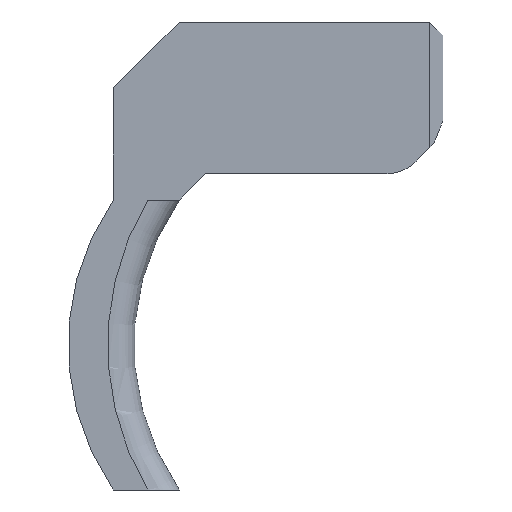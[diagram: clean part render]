
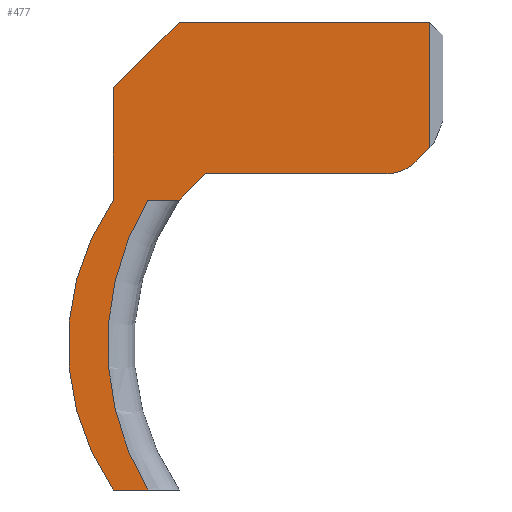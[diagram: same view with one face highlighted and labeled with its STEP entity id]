
A CAD part, left-side view. The second image highlights one B-rep face of the part: STEP entity #477.
In plain terms, the highlighted planar face has unit normal (-1, 0, 0).
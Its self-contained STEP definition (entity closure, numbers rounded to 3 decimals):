
#28=CIRCLE('',#519,19.367);
#29=CIRCLE('',#520,21.367);
#30=CIRCLE('',#521,3.);
#46=FACE_OUTER_BOUND('',#73,.T.);
#73=EDGE_LOOP('',(#333,#334,#335,#336,#337,#338,#339,#340,#341,#342,#343,
#344));
#100=LINE('',#698,#151);
#112=LINE('',#721,#163);
#113=LINE('',#723,#164);
#114=LINE('',#725,#165);
#115=LINE('',#729,#166);
#116=LINE('',#733,#167);
#117=LINE('',#735,#168);
#118=LINE('',#737,#169);
#119=LINE('',#740,#170);
#151=VECTOR('',#561,10.);
#163=VECTOR('',#581,10.);
#164=VECTOR('',#582,10.);
#165=VECTOR('',#583,10.);
#166=VECTOR('',#586,10.);
#167=VECTOR('',#589,10.);
#168=VECTOR('',#590,10.);
#169=VECTOR('',#591,10.);
#170=VECTOR('',#594,10.);
#202=VERTEX_POINT('',#695);
#203=VERTEX_POINT('',#697);
#210=VERTEX_POINT('',#720);
#211=VERTEX_POINT('',#722);
#212=VERTEX_POINT('',#724);
#213=VERTEX_POINT('',#726);
#214=VERTEX_POINT('',#728);
#215=VERTEX_POINT('',#730);
#216=VERTEX_POINT('',#732);
#217=VERTEX_POINT('',#734);
#218=VERTEX_POINT('',#736);
#219=VERTEX_POINT('',#738);
#248=EDGE_CURVE('',#202,#203,#100,.T.);
#260=EDGE_CURVE('',#202,#210,#112,.T.);
#261=EDGE_CURVE('',#211,#210,#113,.T.);
#262=EDGE_CURVE('',#211,#212,#114,.T.);
#263=EDGE_CURVE('',#213,#212,#28,.T.);
#264=EDGE_CURVE('',#214,#213,#115,.T.);
#265=EDGE_CURVE('',#215,#214,#29,.T.);
#266=EDGE_CURVE('',#215,#216,#116,.T.);
#267=EDGE_CURVE('',#217,#216,#117,.T.);
#268=EDGE_CURVE('',#217,#218,#118,.T.);
#269=EDGE_CURVE('',#219,#218,#30,.T.);
#270=EDGE_CURVE('',#203,#219,#119,.T.);
#333=ORIENTED_EDGE('',*,*,#248,.F.);
#334=ORIENTED_EDGE('',*,*,#260,.T.);
#335=ORIENTED_EDGE('',*,*,#261,.F.);
#336=ORIENTED_EDGE('',*,*,#262,.T.);
#337=ORIENTED_EDGE('',*,*,#263,.F.);
#338=ORIENTED_EDGE('',*,*,#264,.F.);
#339=ORIENTED_EDGE('',*,*,#265,.F.);
#340=ORIENTED_EDGE('',*,*,#266,.T.);
#341=ORIENTED_EDGE('',*,*,#267,.F.);
#342=ORIENTED_EDGE('',*,*,#268,.T.);
#343=ORIENTED_EDGE('',*,*,#269,.F.);
#344=ORIENTED_EDGE('',*,*,#270,.F.);
#457=PLANE('',#518);
#477=ADVANCED_FACE('',(#46),#457,.F.);
#518=AXIS2_PLACEMENT_3D('',#719,#579,#580);
#519=AXIS2_PLACEMENT_3D('',#727,#584,#585);
#520=AXIS2_PLACEMENT_3D('',#731,#587,#588);
#521=AXIS2_PLACEMENT_3D('',#739,#592,#593);
#561=DIRECTION('',(0.,0.,-1.));
#579=DIRECTION('center_axis',(1.,0.,0.));
#580=DIRECTION('ref_axis',(0.,1.,0.));
#581=DIRECTION('',(0.,1.,0.));
#582=DIRECTION('',(0.,-0.707,0.707));
#583=DIRECTION('',(0.,0.,-1.));
#584=DIRECTION('center_axis',(1.,0.,0.));
#585=DIRECTION('ref_axis',(0.,0.823,-0.568));
#586=DIRECTION('',(0.,1.,0.));
#587=DIRECTION('center_axis',(-1.,0.,0.));
#588=DIRECTION('ref_axis',(0.,1.,0.));
#589=DIRECTION('',(0.,-1.,0.));
#590=DIRECTION('',(0.,0.707,-0.707));
#591=DIRECTION('',(0.,-1.,0.));
#592=DIRECTION('center_axis',(1.,0.,0.));
#593=DIRECTION('ref_axis',(0.,-0.383,-0.924));
#594=DIRECTION('',(0.,0.707,-0.707));
#695=CARTESIAN_POINT('',(-3.755,-72.387,121.656));
#697=CARTESIAN_POINT('',(-3.755,-72.387,112.156));
#698=CARTESIAN_POINT('',(-3.755,-72.387,113.909));
#719=CARTESIAN_POINT('Origin',(-3.755,-59.176,104.663));
#720=CARTESIAN_POINT('',(-3.755,-53.387,121.656));
#721=CARTESIAN_POINT('',(-3.755,-53.782,121.656));
#722=CARTESIAN_POINT('',(-3.755,-48.387,116.656));
#723=CARTESIAN_POINT('',(-3.755,-49.336,117.605));
#724=CARTESIAN_POINT('',(-3.755,-48.387,108.156));
#725=CARTESIAN_POINT('',(-3.755,-48.387,123.156));
#726=CARTESIAN_POINT('',(-3.755,-48.387,86.169));
#727=CARTESIAN_POINT('Origin',(-3.755,-64.332,97.163));
#728=CARTESIAN_POINT('',(-3.755,-51.01,86.169));
#729=CARTESIAN_POINT('',(-3.755,-53.387,86.169));
#730=CARTESIAN_POINT('',(-3.755,-51.01,108.156));
#731=CARTESIAN_POINT('Origin',(-3.755,-69.332,97.163));
#732=CARTESIAN_POINT('',(-3.755,-53.387,108.156));
#733=CARTESIAN_POINT('',(-3.755,-48.387,108.156));
#734=CARTESIAN_POINT('',(-3.755,-55.387,110.156));
#735=CARTESIAN_POINT('',(-3.755,-54.461,109.23));
#736=CARTESIAN_POINT('',(-3.755,-69.145,110.156));
#737=CARTESIAN_POINT('',(-3.755,-56.282,110.156));
#738=CARTESIAN_POINT('',(-3.755,-71.266,111.035));
#739=CARTESIAN_POINT('Origin',(-3.755,-69.145,113.156));
#740=CARTESIAN_POINT('',(-3.755,-66.461,106.23));
